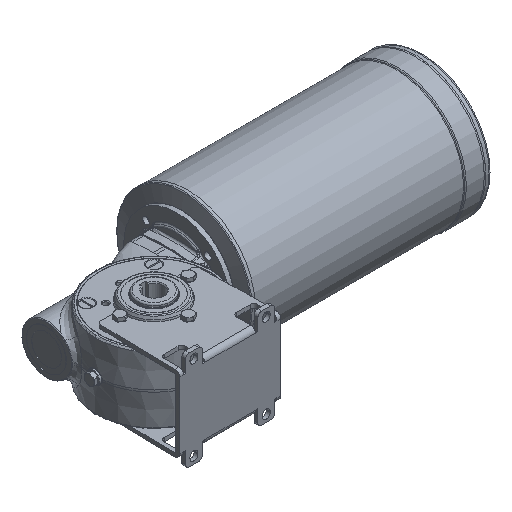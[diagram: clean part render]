
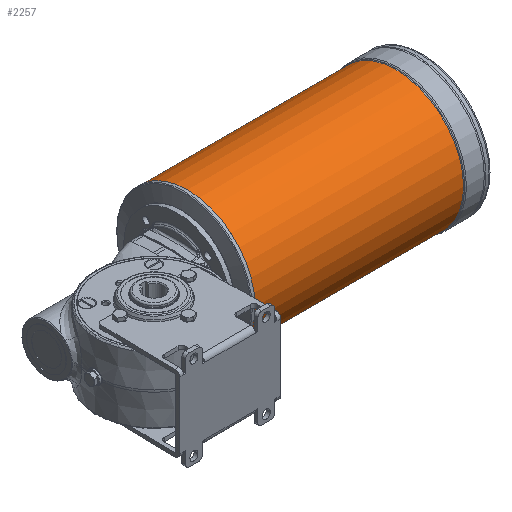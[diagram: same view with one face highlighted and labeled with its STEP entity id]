
A CAD part, isometric view. The second image highlights one B-rep face of the part: STEP entity #2257.
In plain terms, the highlighted cylindrical face has radius 89 mm (diameter 178 mm), a full revolution.
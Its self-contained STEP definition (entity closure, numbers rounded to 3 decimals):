
#2257 = ADVANCED_FACE( '', ( #4851, #4852 ), #4853, .T. );
#4851 = FACE_OUTER_BOUND( '', #17066, .T. );
#4852 = FACE_OUTER_BOUND( '', #17067, .T. );
#4853 = CYLINDRICAL_SURFACE( '', #17068, 89. );
#17066 = EDGE_LOOP( '', ( #23067 ) );
#17067 = EDGE_LOOP( '', ( #23068 ) );
#17068 = AXIS2_PLACEMENT_3D( '', #23069, #23070, #23071 );
#23067 = ORIENTED_EDGE( '', *, *, #23909, .T. );
#23068 = ORIENTED_EDGE( '', *, *, #23408, .T. );
#23069 = CARTESIAN_POINT( '', ( 267.168, 63., 0. ) );
#23070 = DIRECTION( '', ( -1., 0., 0. ) );
#23071 = DIRECTION( '', ( 0., 1., 0. ) );
#23408 = EDGE_CURVE( '', #25731, #25731, #25732, .T. );
#23909 = EDGE_CURVE( '', #26585, #26585, #26586, .F. );
#25731 = VERTEX_POINT( '', #29072 );
#25732 = CIRCLE( '', #29073, 89. );
#26585 = VERTEX_POINT( '', #31446 );
#26586 = CIRCLE( '', #31447, 89. );
#29072 = CARTESIAN_POINT( '', ( 107., 152., 0. ) );
#29073 = AXIS2_PLACEMENT_3D( '', #37799, #37800, #37801 );
#31446 = CARTESIAN_POINT( '', ( 381.209, 152., 0. ) );
#31447 = AXIS2_PLACEMENT_3D( '', #38397, #38398, #38399 );
#37799 = CARTESIAN_POINT( '', ( 107., 63., 0. ) );
#37800 = DIRECTION( '', ( 1., 0., 0. ) );
#37801 = DIRECTION( '', ( 0., 1., 0. ) );
#38397 = CARTESIAN_POINT( '', ( 381.209, 63., 0. ) );
#38398 = DIRECTION( '', ( 1., 0., 0. ) );
#38399 = DIRECTION( '', ( 0., 1., 0. ) );
